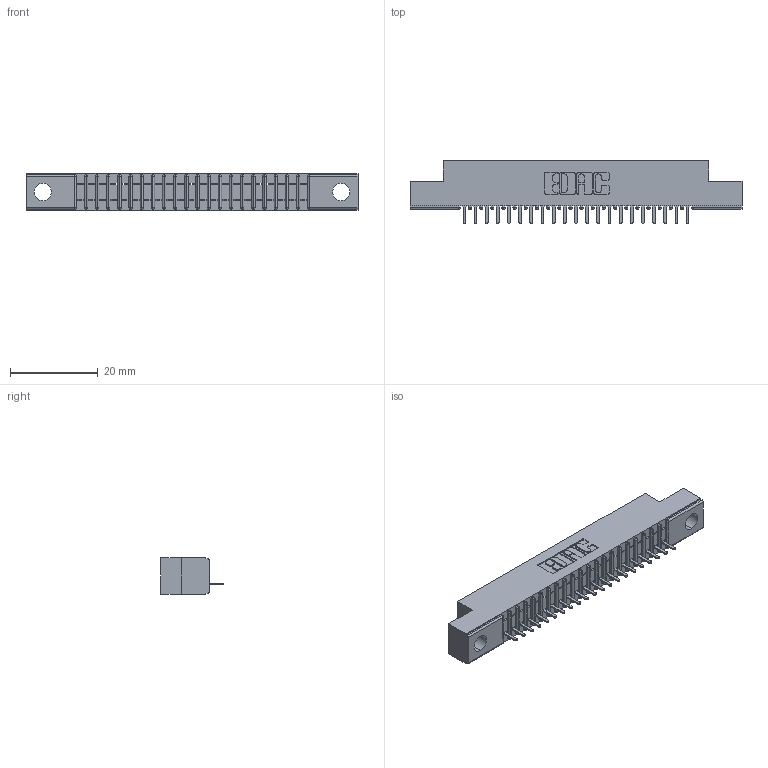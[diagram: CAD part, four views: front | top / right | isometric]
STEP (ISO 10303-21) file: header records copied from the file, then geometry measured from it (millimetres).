
FILE_DESCRIPTION (( 'STEP AP203' ), '1' );
FILE_NAME ('341-021-520-104.STEP', '2018-08-06T17:03:33', ( '' ), ( '' ), 'SwSTEP 2.0', 'SolidWorks 2016', '' );
FILE_SCHEMA (( 'CONFIG_CONTROL_DESIGN' ));
Length unit declared in the file: inch
Products named in the file (3): 341 Part_.156 (3.96) Dia Mounting Holes; 341-292-001_341-292-120; 341-021-520-104
Assembly tree (22 placements, depth 2):
  341-021-520-104
    341 Part_.156 (3.96) Dia Mounting Holes
    341-292-001_341-292-120  x21
Bounding box: 75.56 x 14.27 x 8.38 mm (x, y, z)
Volume: 4049.3 mm3; surface area: 7271.7 mm2
Topology: 22 solids, 22 shells, 1852 faces, 5329 edges, 3422 vertices
Faces by surface type: plane 1153, cylinder 615, sphere 44, torus 40
Entity records: 27958 total; most frequent: CARTESIAN_POINT 4744, ORIENTED_EDGE 4730, DIRECTION 4589, EDGE_CURVE 2365, VECTOR 1895, LINE 1895, VERTEX_POINT 1502, AXIS2_PLACEMENT_3D 1347
